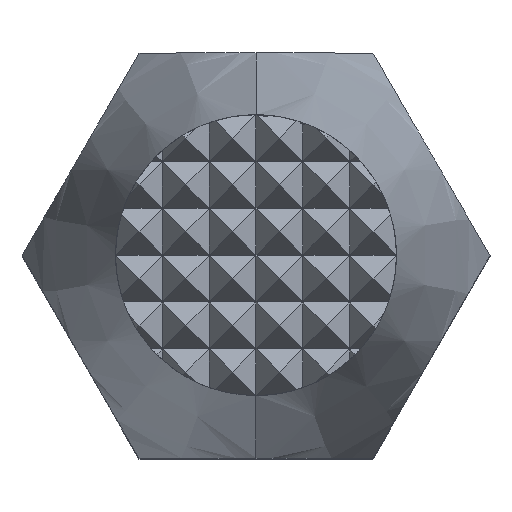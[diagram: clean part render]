
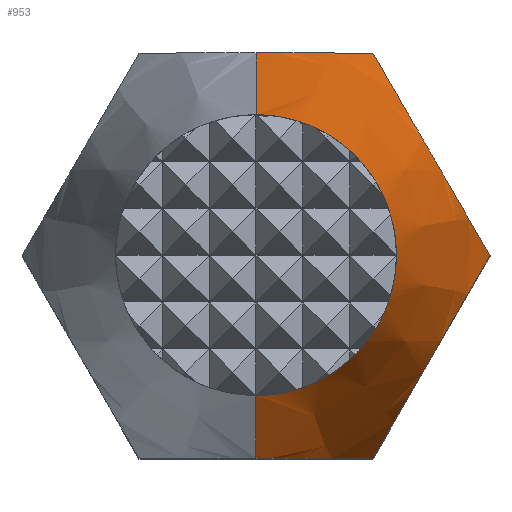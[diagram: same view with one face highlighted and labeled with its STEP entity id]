
A CAD part, top view. The second image highlights one B-rep face of the part: STEP entity #953.
In plain terms, the highlighted conical face has half-angle 15 degrees and reference radius 6 mm.
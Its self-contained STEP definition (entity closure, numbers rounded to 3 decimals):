
#677=VERTEX_POINT('',#1924);
#953=ADVANCED_FACE('',(#2235),#2236,.T.);
#1019=EDGE_CURVE('',#1055,#1347,#2310,.T.);
#1029=EDGE_CURVE('',#1061,#1747,#2322,.T.);
#1055=VERTEX_POINT('',#2351);
#1061=VERTEX_POINT('',#2357);
#1079=EDGE_CURVE('',#1127,#677,#2378,.T.);
#1127=VERTEX_POINT('',#2430);
#1347=VERTEX_POINT('',#2687);
#1349=EDGE_CURVE('',#1127,#1347,#2689,.T.);
#1439=EDGE_CURVE('',#1747,#1055,#2788,.T.);
#1455=VERTEX_POINT('',#2808);
#1657=EDGE_CURVE('',#1455,#1061,#3044,.T.);
#1747=VERTEX_POINT('',#3144);
#1761=EDGE_CURVE('',#1455,#677,#3160,.T.);
#1924=CARTESIAN_POINT('',(0.,-4.5,24.));
#2235=FACE_OUTER_BOUND('',#3788,.T.);
#2236=CONICAL_SURFACE('',#3789,6.,0.262);
#2310=(B_SPLINE_CURVE(2,(#3895,#3896,#3897),.UNSPECIFIED.,.F.,.F.)B_SPLINE_CURVE_WITH_KNOTS((3,3),(0.0,10.607),.UNSPECIFIED.)RATIONAL_B_SPLINE_CURVE((1.0,1.155,1.0))BOUNDED_CURVE()REPRESENTATION_ITEM('')GEOMETRIC_REPRESENTATION_ITEM()CURVE());
#2322=(B_SPLINE_CURVE(2,(#3919,#3920,#3921),.UNSPECIFIED.,.F.,.F.)B_SPLINE_CURVE_WITH_KNOTS((3,3),(0.0,10.607),.UNSPECIFIED.)RATIONAL_B_SPLINE_CURVE((1.0,1.155,1.0))BOUNDED_CURVE()REPRESENTATION_ITEM('')GEOMETRIC_REPRESENTATION_ITEM()CURVE());
#2351=CARTESIAN_POINT('',(3.75,6.495,12.804));
#2357=CARTESIAN_POINT('',(3.75,-6.495,12.804));
#2378=CIRCLE('',#4001,4.5);
#2430=CARTESIAN_POINT('',(0.,4.5,24.));
#2687=CARTESIAN_POINT('',(0.,6.495,16.554));
#2689=LINE('',#4435,#4436);
#2788=(B_SPLINE_CURVE(2,(#4577,#4578,#4579),.UNSPECIFIED.,.F.,.F.)B_SPLINE_CURVE_WITH_KNOTS((3,3),(0.0,10.607),.UNSPECIFIED.)RATIONAL_B_SPLINE_CURVE((1.0,1.155,1.0))BOUNDED_CURVE()REPRESENTATION_ITEM('')GEOMETRIC_REPRESENTATION_ITEM()CURVE());
#2808=CARTESIAN_POINT('',(0.,-6.495,16.554));
#3044=(B_SPLINE_CURVE(2,(#4933,#4934,#4935),.UNSPECIFIED.,.F.,.F.)B_SPLINE_CURVE_WITH_KNOTS((3,3),(0.0,10.607),.UNSPECIFIED.)RATIONAL_B_SPLINE_CURVE((1.0,1.155,1.0))BOUNDED_CURVE()REPRESENTATION_ITEM('')GEOMETRIC_REPRESENTATION_ITEM()CURVE());
#3144=CARTESIAN_POINT('',(7.5,0.,12.804));
#3160=LINE('',#5112,#5113);
#3788=EDGE_LOOP('',(#5704,#5705,#5706,#5707,#5708,#5709,#5710));
#3789=AXIS2_PLACEMENT_3D('',#5711,#5712,#5713);
#3895=CARTESIAN_POINT('',(3.75,6.495,12.804));
#3896=CARTESIAN_POINT('',(0.,6.495,19.801));
#3897=CARTESIAN_POINT('',(-3.75,6.495,12.804));
#3919=CARTESIAN_POINT('',(3.75,-6.495,12.804));
#3920=CARTESIAN_POINT('',(5.625,-3.248,19.801));
#3921=CARTESIAN_POINT('',(7.5,0.,12.804));
#4001=AXIS2_PLACEMENT_3D('',#5867,#5868,#5869);
#4435=CARTESIAN_POINT('',(0.,6.,18.402));
#4436=VECTOR('',#6267,1.0);
#4577=CARTESIAN_POINT('',(7.5,0.,12.804));
#4578=CARTESIAN_POINT('',(5.625,3.248,19.801));
#4579=CARTESIAN_POINT('',(3.75,6.495,12.804));
#4933=CARTESIAN_POINT('',(-3.75,-6.495,12.804));
#4934=CARTESIAN_POINT('',(0.,-6.495,19.801));
#4935=CARTESIAN_POINT('',(3.75,-6.495,12.804));
#5112=CARTESIAN_POINT('',(0.,-6.,18.402));
#5113=VECTOR('',#6867,1.0);
#5704=ORIENTED_EDGE('',*,*,#1349,.F.);
#5705=ORIENTED_EDGE('',*,*,#1079,.T.);
#5706=ORIENTED_EDGE('',*,*,#1761,.F.);
#5707=ORIENTED_EDGE('',*,*,#1657,.T.);
#5708=ORIENTED_EDGE('',*,*,#1029,.T.);
#5709=ORIENTED_EDGE('',*,*,#1439,.T.);
#5710=ORIENTED_EDGE('',*,*,#1019,.T.);
#5711=CARTESIAN_POINT('',(0.,0.0,18.402));
#5712=DIRECTION('',(0.0,-0.0,-1.0));
#5713=DIRECTION('',(0.,1.0,0.0));
#5867=CARTESIAN_POINT('',(0.,0.0,24.));
#5868=DIRECTION('',(0.0,0.0,-1.0));
#5869=DIRECTION('',(0.,1.0,0.0));
#6267=DIRECTION('',(0.,0.259,-0.966));
#6867=DIRECTION('',(0.,0.259,0.966));
